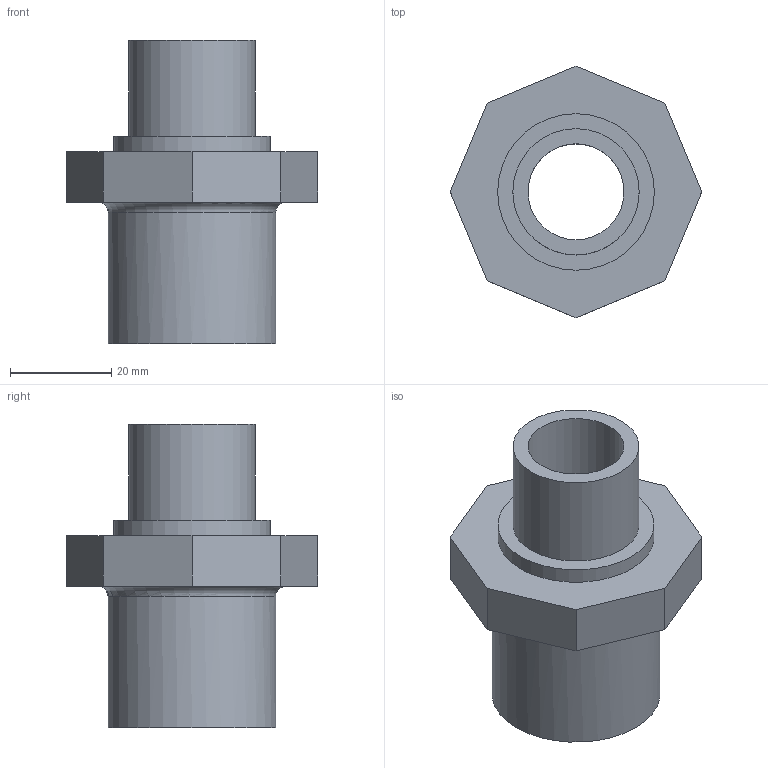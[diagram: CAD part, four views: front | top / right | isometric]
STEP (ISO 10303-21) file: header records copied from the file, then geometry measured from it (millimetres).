
FILE_DESCRIPTION(/* description */ (''),/* implementation_level */ '2;1');
FILE_NAME(/* name */ 'LIV025100.ipt.stp',/* time_stamp */ '2013-10-01T14:45:27+02:00',/* author */ ('bfaro'),/* organization */ (''),/* preprocessor_version */ 'ST-DEVELOPER v15.2',/* originating_system */ 'Autodesk Inventor 2014',/* authorisation */ '');
FILE_SCHEMA (('AUTOMOTIVE_DESIGN { 1 0 10303 214 3 1 1 }'));
Length unit declared in the file: millimetre
Products named in the file (1): LIV025100
Bounding box: 49.79 x 49.79 x 60 mm (x, y, z)
Volume: 34225.1 mm3; surface area: 12805.4 mm2
Topology: 1 solids, 1 shells, 20 faces, 43 edges, 28 vertices
Faces by surface type: plane 13, cylinder 5, torus 1, cone 1
Full cylindrical faces by diameter (mm): 19 x1, 21.9 x1, 25 x1, 31 x1, 33.249 x1
Entity records: 523 total; most frequent: DIRECTION 88, CARTESIAN_POINT 83, ORIENTED_EDGE 70, EDGE_CURVE 35, EDGE_LOOP 32, AXIS2_PLACEMENT_3D 32, VERTEX_POINT 27, LINE 24
